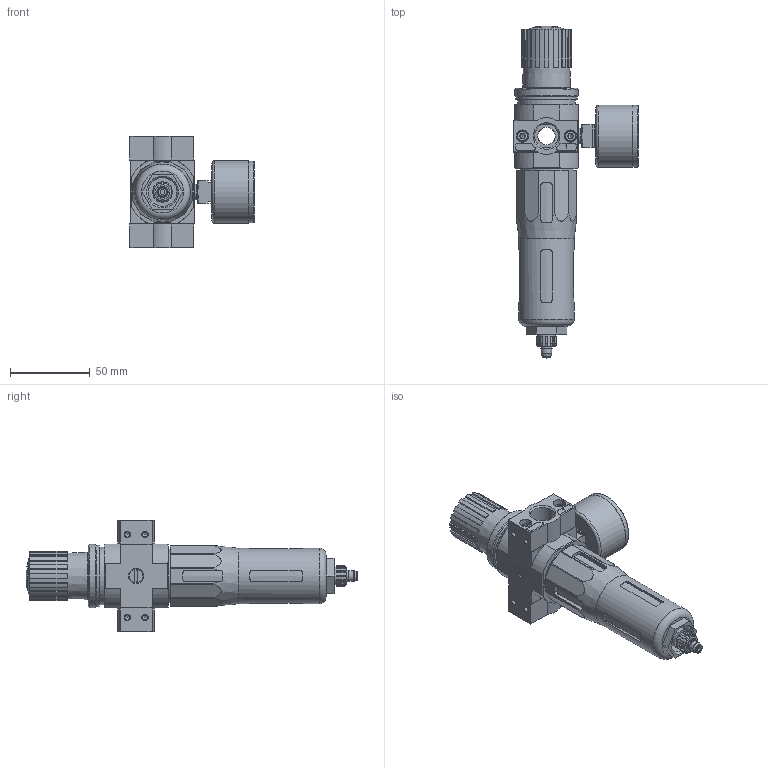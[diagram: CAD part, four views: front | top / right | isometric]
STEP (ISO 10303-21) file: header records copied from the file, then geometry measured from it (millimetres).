
FILE_DESCRIPTION(/* description */ ('STEP AP214'),/* implementation_level */ '2;1');
FILE_NAME(/* name */ '162720_LFR-3_8-D-5M-MINI',/* time_stamp */ '2024-09-04T15:53:44+02:00',/* author */ ('License CC BY-ND 4.0'),/* organization */ ('CADENAS'),/* preprocessor_version */ 'ST-DEVELOPER v19.3',/* originating_system */ 'PARTsolutions',/* authorisation */ ' ');
FILE_SCHEMA (('AUTOMOTIVE_DESIGN {1 0 10303 214 3 1 1}'));
Length unit declared in the file: millimetre
Products named in the file (9): 162720 LFR-3/8-D-5M-MINI---(0); 127303 LFR-D-5M-MINI--(0); 8003637 PAGN-40-16-G18; 380295 PBL-3/8-D-MINI-R---(0) p1; DIN-912 - M4x16(F); 380293 PBL-3/8-D-MINI-L---(1) p1; 398011 LRVS-D-MINI; 373845 LR-MINI; 648415 LF
Assembly tree (11 placements, depth 2):
  162720 LFR-3/8-D-5M-MINI---(0)
    127303 LFR-D-5M-MINI--(0)
    8003637 PAGN-40-16-G18
    380295 PBL-3/8-D-MINI-R---(0) p1
    DIN-912 - M4x16(F)  x4
    380293 PBL-3/8-D-MINI-L---(1) p1
    398011 LRVS-D-MINI
    373845 LR-MINI
    648415 LF
Bounding box: 77.75 x 208 x 70 mm (x, y, z)
Volume: 243090.9 mm3; surface area: 52114.3 mm2
Topology: 11 solids, 11 shells, 640 faces, 1571 edges, 1002 vertices
Faces by surface type: plane 356, cylinder 171, cone 96, torus 12, sphere 5
Full cylindrical faces by diameter (mm): 3 x1, 3.242 x8, 4 x4, 4.3 x1, 5.6 x1, 6.2 x1, 6.4 x1, 6.8 x1, 6.9 x1, 7 x4, 7.1 x1, 8.2 x1, 8.4 x1, 8.566 x2, 9 x1, 9.728 x2, 11 x2, 11.2 x1, 11.4 x1, 12.2 x2, 12.6 x1, 14.95 x2, 15.7 x1, 15.8 x1, 18 x1, 24.9 x1, 26.9 x1, 33.9 x1, 34.376 x1, 34.7 x1
Entity records: 18696 total; most frequent: CARTESIAN_POINT 3393, DIRECTION 2758, ORIENTED_EDGE 2562, EDGE_CURVE 1281, AXIS2_PLACEMENT_3D 1069, VERTEX_POINT 908, FACE_BOUND 745, EDGE_LOOP 736
